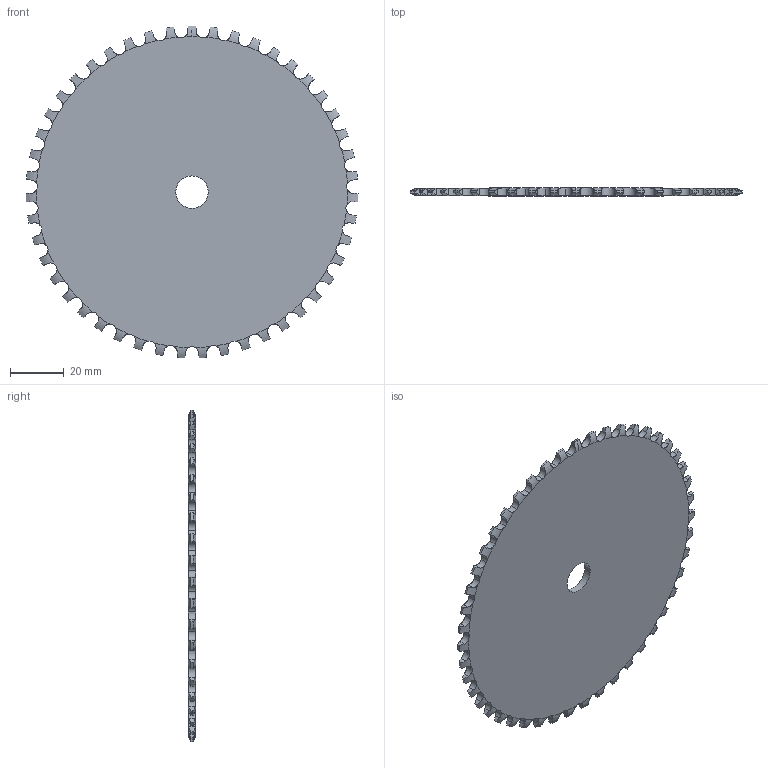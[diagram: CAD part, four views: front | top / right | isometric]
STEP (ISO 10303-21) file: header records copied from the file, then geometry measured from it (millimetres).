
FILE_DESCRIPTION(('FreeCAD Model'),'2;1');
FILE_NAME('Open CASCADE Shape Model','2022-01-16T09:52:46',('FreeCAD'),( 'FreeCAD'),'Open CASCADE STEP processor 7.4','FreeCAD','Unknown');
FILE_SCHEMA(('AUTOMOTIVE_DESIGN { 1 0 10303 214 1 1 1 1 }'));
Length unit declared in the file: millimetre
Products named in the file (1): Open CASCADE STEP translator 7.4 40
Bounding box: 123.09 x 2.8 x 123.04 mm (x, y, z)
Volume: 30244.6 mm3; surface area: 23337.8 mm2
Topology: 1 solids, 1 shells, 334 faces, 1090 edges, 758 vertices
Faces by surface type: cylinder 236, revolution 96, plane 2
Full cylindrical faces by diameter (mm): 12 x1
Entity records: 39853 total; most frequent: CARTESIAN_POINT 20269, DIRECTION 3195, ORIENTED_EDGE 2180, PCURVE 2180, DEFINITIONAL_REPRESENTATION 2180, LINE 1284, VECTOR 1284, B_SPLINE_CURVE_WITH_KNOTS 1128
